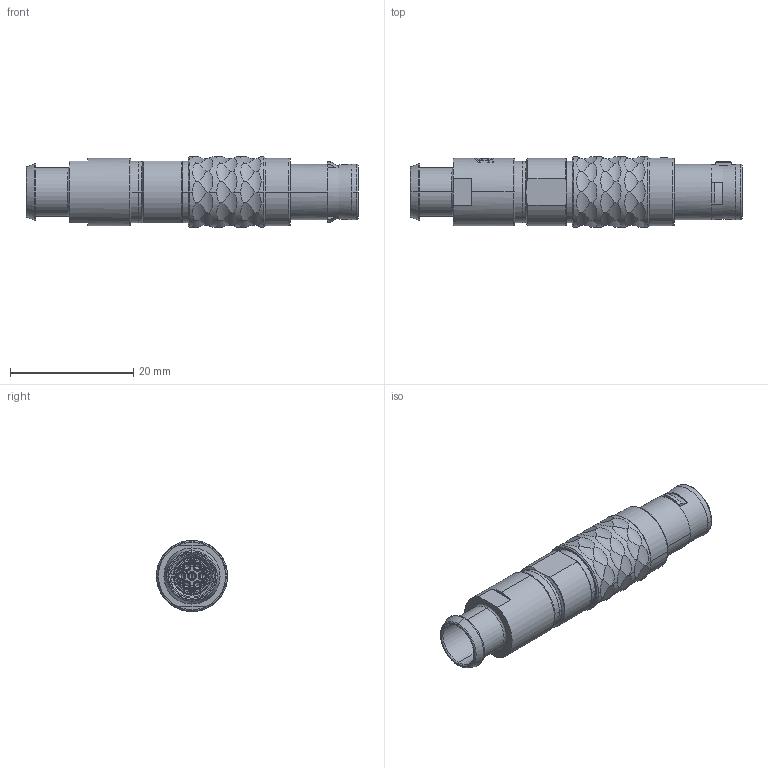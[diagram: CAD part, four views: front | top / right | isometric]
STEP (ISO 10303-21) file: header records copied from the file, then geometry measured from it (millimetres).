
FILE_DESCRIPTION((''),'2;1');
FILE_NAME('Z10226518_TEST_MBKHP_MBKHP','2021-11-05T07:30:21',('MSchildhauer'),(''),'CREO PARAMETRIC BY PTC INC, 2020184','CREO PARAMETRIC BY PTC INC, 2020184','');
FILE_SCHEMA(('AP242_MANAGED_MODEL_BASED_3D_ENGINEERING_MIM_LF { 1 0 10303 442 1 1 4 }'));
Length unit declared in the file: millimetre
Products named in the file (1): Z10226518_TEST_MBKHP_MBKHP
Bounding box: 53.79 x 11.5 x 11.5 mm (x, y, z)
Volume: 2892.7 mm3; surface area: 4297.7 mm2
Topology: 1 solids, 3 shells, 927 faces, 2526 edges, 1590 vertices
Faces by surface type: cylinder 359, cone 199, plane 182, torus 75, bspline 50, sphere 50, extrusion 12
Entity records: 45118 total; most frequent: CARTESIAN_POINT 11008, ORIENTED_EDGE 4912, DIRECTION 4443, PRESENTATION_STYLE_ASSIGNMENT 3083, STYLED_ITEM 2467, CURVE_STYLE 2464, EDGE_CURVE 2460, AXIS2_PLACEMENT_3D 1911
